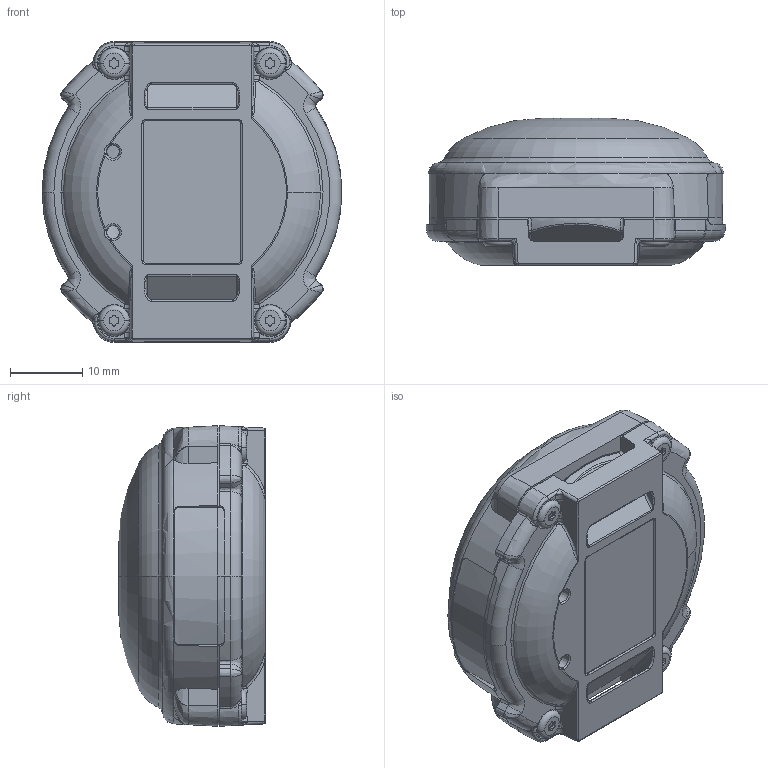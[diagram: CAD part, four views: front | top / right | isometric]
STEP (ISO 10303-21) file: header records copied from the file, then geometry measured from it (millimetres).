
FILE_DESCRIPTION (( 'STEP AP203' ), '1' );
FILE_NAME ('UWT-1101_HSG_PRT.STEP', '2023-03-16T18:33:57', ( '' ), ( '' ), 'SwSTEP 2.0', 'SolidWorks 2015', '' );
FILE_SCHEMA (( 'CONFIG_CONTROL_DESIGN' ));
Length unit declared in the file: millimetre
Products named in the file (1): UWT-1101_HSG_PRT
Bounding box: 41.47 x 20.32 x 41.58 mm (x, y, z)
Surface area: 5779.1 mm2 (no closed solid volume)
Topology: 0 solids, 6 shells, 420 faces, 1132 edges, 682 vertices
Faces by surface type: cylinder 132, bspline 112, plane 72, cone 52, torus 52
Entity records: 21829 total; most frequent: CARTESIAN_POINT 12244, ORIENTED_EDGE 2108, DIRECTION 1888, EDGE_CURVE 1096, AXIS2_PLACEMENT_3D 785, VERTEX_POINT 680, CIRCLE 476, EDGE_LOOP 434
